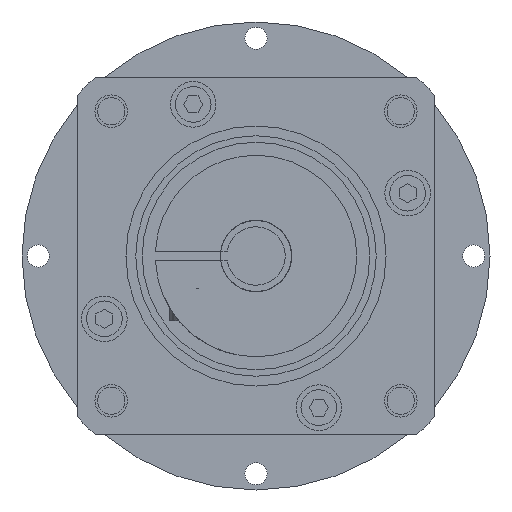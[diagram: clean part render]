
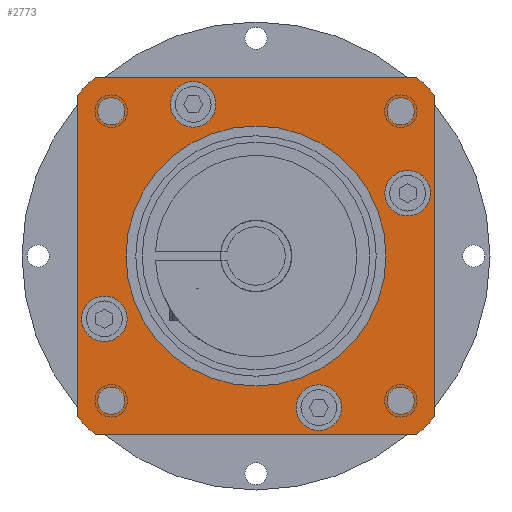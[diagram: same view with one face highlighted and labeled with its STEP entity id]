
A CAD part, left-side view. The second image highlights one B-rep face of the part: STEP entity #2773.
In plain terms, the highlighted planar face has unit normal (-1, 0, 0).
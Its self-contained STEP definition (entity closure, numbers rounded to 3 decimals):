
#87=CARTESIAN_POINT('',(0.,0.,0.));
#88=DIRECTION('',(-1.,0.,0.));
#89=DIRECTION('',(0.,-0.669,-0.743));
#90=AXIS2_PLACEMENT_3D('',#87,#88,#89);
#92=DIRECTION('',(0.,-1.,0.));
#93=VECTOR('',#92,49.508);
#94=CARTESIAN_POINT('',(0.,24.754,-27.5));
#95=LINE('',#94,#93);
#96=CARTESIAN_POINT('',(0.,0.,0.));
#97=DIRECTION('',(-1.,0.,0.));
#98=DIRECTION('',(0.,0.743,-0.669));
#99=AXIS2_PLACEMENT_3D('',#96,#97,#98);
#101=DIRECTION('',(0.,0.,-1.));
#102=VECTOR('',#101,49.508);
#103=CARTESIAN_POINT('',(0.,27.5,24.754));
#104=LINE('',#103,#102);
#105=CARTESIAN_POINT('',(0.,0.,0.));
#106=DIRECTION('',(-1.,0.,0.));
#107=DIRECTION('',(0.,0.669,0.743));
#108=AXIS2_PLACEMENT_3D('',#105,#106,#107);
#110=DIRECTION('',(0.,1.,0.));
#111=VECTOR('',#110,49.508);
#112=CARTESIAN_POINT('',(0.,-24.754,27.5));
#113=LINE('',#112,#111);
#114=CARTESIAN_POINT('',(0.,0.,0.));
#115=DIRECTION('',(-1.,0.,0.));
#116=DIRECTION('',(0.,-0.743,0.669));
#117=AXIS2_PLACEMENT_3D('',#114,#115,#116);
#119=DIRECTION('',(0.,0.,1.));
#120=VECTOR('',#119,49.508);
#121=CARTESIAN_POINT('',(0.,-27.5,-24.754));
#122=LINE('',#121,#120);
#123=CARTESIAN_POINT('',(0.,0.,0.));
#124=DIRECTION('',(-1.,0.,0.));
#125=DIRECTION('',(0.,0.,-1.));
#126=AXIS2_PLACEMENT_3D('',#123,#124,#125);
#128=CARTESIAN_POINT('',(0.,0.,0.));
#129=DIRECTION('',(-1.,0.,0.));
#130=DIRECTION('',(0.,0.,1.));
#131=AXIS2_PLACEMENT_3D('',#128,#129,#130);
#133=CARTESIAN_POINT('',(0.,-22.274,-22.274));
#134=DIRECTION('',(1.,0.,0.));
#135=DIRECTION('',(0.,1.,0.));
#136=AXIS2_PLACEMENT_3D('',#133,#134,#135);
#138=CARTESIAN_POINT('',(0.,-22.274,-22.274));
#139=DIRECTION('',(1.,0.,0.));
#140=DIRECTION('',(0.,-1.,0.));
#141=AXIS2_PLACEMENT_3D('',#138,#139,#140);
#143=CARTESIAN_POINT('',(0.,22.274,-22.274));
#144=DIRECTION('',(1.,0.,0.));
#145=DIRECTION('',(0.,0.,1.));
#146=AXIS2_PLACEMENT_3D('',#143,#144,#145);
#148=CARTESIAN_POINT('',(0.,22.274,-22.274));
#149=DIRECTION('',(1.,0.,0.));
#150=DIRECTION('',(0.,0.,-1.));
#151=AXIS2_PLACEMENT_3D('',#148,#149,#150);
#153=CARTESIAN_POINT('',(0.,22.274,22.274));
#154=DIRECTION('',(1.,0.,0.));
#155=DIRECTION('',(0.,-1.,0.));
#156=AXIS2_PLACEMENT_3D('',#153,#154,#155);
#158=CARTESIAN_POINT('',(0.,22.274,22.274));
#159=DIRECTION('',(1.,0.,0.));
#160=DIRECTION('',(0.,1.,0.));
#161=AXIS2_PLACEMENT_3D('',#158,#159,#160);
#163=CARTESIAN_POINT('',(0.,-22.274,22.274));
#164=DIRECTION('',(1.,0.,0.));
#165=DIRECTION('',(0.,0.,-1.));
#166=AXIS2_PLACEMENT_3D('',#163,#164,#165);
#168=CARTESIAN_POINT('',(0.,-22.274,22.274));
#169=DIRECTION('',(1.,0.,0.));
#170=DIRECTION('',(0.,0.,1.));
#171=AXIS2_PLACEMENT_3D('',#168,#169,#170);
#173=CARTESIAN_POINT('',(0.,-9.663,-23.328));
#174=DIRECTION('',(1.,0.,0.));
#175=DIRECTION('',(0.,1.,0.));
#176=AXIS2_PLACEMENT_3D('',#173,#174,#175);
#178=CARTESIAN_POINT('',(0.,-9.663,-23.328));
#179=DIRECTION('',(1.,0.,0.));
#180=DIRECTION('',(0.,-1.,0.));
#181=AXIS2_PLACEMENT_3D('',#178,#179,#180);
#183=CARTESIAN_POINT('',(0.,23.328,-9.663));
#184=DIRECTION('',(1.,0.,0.));
#185=DIRECTION('',(0.,0.,1.));
#186=AXIS2_PLACEMENT_3D('',#183,#184,#185);
#188=CARTESIAN_POINT('',(0.,23.328,-9.663));
#189=DIRECTION('',(1.,0.,0.));
#190=DIRECTION('',(0.,0.,-1.));
#191=AXIS2_PLACEMENT_3D('',#188,#189,#190);
#193=CARTESIAN_POINT('',(0.,9.663,23.328));
#194=DIRECTION('',(1.,0.,0.));
#195=DIRECTION('',(0.,-1.,0.));
#196=AXIS2_PLACEMENT_3D('',#193,#194,#195);
#198=CARTESIAN_POINT('',(0.,9.663,23.328));
#199=DIRECTION('',(1.,0.,0.));
#200=DIRECTION('',(0.,1.,0.));
#201=AXIS2_PLACEMENT_3D('',#198,#199,#200);
#203=CARTESIAN_POINT('',(0.,-23.328,9.663));
#204=DIRECTION('',(1.,0.,0.));
#205=DIRECTION('',(0.,0.,-1.));
#206=AXIS2_PLACEMENT_3D('',#203,#204,#205);
#208=CARTESIAN_POINT('',(0.,-23.328,9.663));
#209=DIRECTION('',(1.,0.,0.));
#210=DIRECTION('',(0.,0.,1.));
#211=AXIS2_PLACEMENT_3D('',#208,#209,#210);
#2320=CARTESIAN_POINT('',(0.,-24.754,-27.5));
#2321=CARTESIAN_POINT('',(0.,-27.5,-24.754));
#2322=VERTEX_POINT('',#2320);
#2323=VERTEX_POINT('',#2321);
#2324=CARTESIAN_POINT('',(0.,-27.5,24.754));
#2325=VERTEX_POINT('',#2324);
#2326=CARTESIAN_POINT('',(0.,-24.754,27.5));
#2327=VERTEX_POINT('',#2326);
#2328=CARTESIAN_POINT('',(0.,24.754,27.5));
#2329=VERTEX_POINT('',#2328);
#2330=CARTESIAN_POINT('',(0.,27.5,24.754));
#2331=VERTEX_POINT('',#2330);
#2332=CARTESIAN_POINT('',(0.,27.5,-24.754));
#2333=VERTEX_POINT('',#2332);
#2334=CARTESIAN_POINT('',(0.,24.754,-27.5));
#2335=VERTEX_POINT('',#2334);
#2386=CARTESIAN_POINT('',(0.,0.,-20.));
#2387=CARTESIAN_POINT('',(0.,0.,20.));
#2388=VERTEX_POINT('',#2386);
#2389=VERTEX_POINT('',#2387);
#2406=CARTESIAN_POINT('',(0.,-20.174,-22.274));
#2407=CARTESIAN_POINT('',(0.,-24.374,-22.274));
#2408=VERTEX_POINT('',#2406);
#2409=VERTEX_POINT('',#2407);
#2414=CARTESIAN_POINT('',(0.,22.274,-20.174));
#2415=CARTESIAN_POINT('',(0.,22.274,-24.374));
#2416=VERTEX_POINT('',#2414);
#2417=VERTEX_POINT('',#2415);
#2422=CARTESIAN_POINT('',(0.,20.174,22.274));
#2423=CARTESIAN_POINT('',(0.,24.374,22.274));
#2424=VERTEX_POINT('',#2422);
#2425=VERTEX_POINT('',#2423);
#2430=CARTESIAN_POINT('',(0.,-22.274,20.174));
#2431=CARTESIAN_POINT('',(0.,-22.274,24.374));
#2432=VERTEX_POINT('',#2430);
#2433=VERTEX_POINT('',#2431);
#2438=CARTESIAN_POINT('',(0.,-6.163,-23.328));
#2439=CARTESIAN_POINT('',(0.,-13.163,-23.328));
#2440=VERTEX_POINT('',#2438);
#2441=VERTEX_POINT('',#2439);
#2478=CARTESIAN_POINT('',(0.,23.328,-6.163));
#2479=CARTESIAN_POINT('',(0.,23.328,-13.163));
#2480=VERTEX_POINT('',#2478);
#2481=VERTEX_POINT('',#2479);
#2518=CARTESIAN_POINT('',(0.,6.163,23.328));
#2519=CARTESIAN_POINT('',(0.,13.163,23.328));
#2520=VERTEX_POINT('',#2518);
#2521=VERTEX_POINT('',#2519);
#2558=CARTESIAN_POINT('',(0.,-23.328,6.163));
#2559=CARTESIAN_POINT('',(0.,-23.328,13.163));
#2560=VERTEX_POINT('',#2558);
#2561=VERTEX_POINT('',#2559);
#2697=CARTESIAN_POINT('',(0.,0.,0.));
#2698=DIRECTION('',(-1.,0.,0.));
#2699=DIRECTION('',(0.,1.,0.));
#2700=AXIS2_PLACEMENT_3D('',#2697,#2698,#2699);
#2701=PLANE('',#2700);
#2703=ORIENTED_EDGE('',*,*,#2702,.F.);
#2705=ORIENTED_EDGE('',*,*,#2704,.F.);
#2707=ORIENTED_EDGE('',*,*,#2706,.F.);
#2709=ORIENTED_EDGE('',*,*,#2708,.F.);
#2711=ORIENTED_EDGE('',*,*,#2710,.F.);
#2713=ORIENTED_EDGE('',*,*,#2712,.F.);
#2715=ORIENTED_EDGE('',*,*,#2714,.F.);
#2717=ORIENTED_EDGE('',*,*,#2716,.F.);
#2718=EDGE_LOOP('',(#2703,#2705,#2707,#2709,#2711,#2713,#2715,#2717));
#2719=FACE_OUTER_BOUND('',#2718,.F.);
#2721=ORIENTED_EDGE('',*,*,#2720,.T.);
#2723=ORIENTED_EDGE('',*,*,#2722,.T.);
#2724=EDGE_LOOP('',(#2721,#2723));
#2725=FACE_BOUND('',#2724,.F.);
#2727=ORIENTED_EDGE('',*,*,#2726,.F.);
#2729=ORIENTED_EDGE('',*,*,#2728,.F.);
#2730=EDGE_LOOP('',(#2727,#2729));
#2731=FACE_BOUND('',#2730,.F.);
#2733=ORIENTED_EDGE('',*,*,#2732,.F.);
#2735=ORIENTED_EDGE('',*,*,#2734,.F.);
#2736=EDGE_LOOP('',(#2733,#2735));
#2737=FACE_BOUND('',#2736,.F.);
#2739=ORIENTED_EDGE('',*,*,#2738,.F.);
#2741=ORIENTED_EDGE('',*,*,#2740,.F.);
#2742=EDGE_LOOP('',(#2739,#2741));
#2743=FACE_BOUND('',#2742,.F.);
#2745=ORIENTED_EDGE('',*,*,#2744,.F.);
#2746=ORIENTED_EDGE('',*,*,#2679,.F.);
#2747=EDGE_LOOP('',(#2745,#2746));
#2748=FACE_BOUND('',#2747,.F.);
#2750=ORIENTED_EDGE('',*,*,#2749,.F.);
#2752=ORIENTED_EDGE('',*,*,#2751,.F.);
#2753=EDGE_LOOP('',(#2750,#2752));
#2754=FACE_BOUND('',#2753,.F.);
#2756=ORIENTED_EDGE('',*,*,#2755,.F.);
#2758=ORIENTED_EDGE('',*,*,#2757,.F.);
#2759=EDGE_LOOP('',(#2756,#2758));
#2760=FACE_BOUND('',#2759,.F.);
#2762=ORIENTED_EDGE('',*,*,#2761,.F.);
#2764=ORIENTED_EDGE('',*,*,#2763,.F.);
#2765=EDGE_LOOP('',(#2762,#2764));
#2766=FACE_BOUND('',#2765,.F.);
#2768=ORIENTED_EDGE('',*,*,#2767,.F.);
#2770=ORIENTED_EDGE('',*,*,#2769,.F.);
#2771=EDGE_LOOP('',(#2768,#2770));
#2772=FACE_BOUND('',#2771,.F.);
#91=CIRCLE('',#90,37.);
#100=CIRCLE('',#99,37.);
#109=CIRCLE('',#108,37.);
#118=CIRCLE('',#117,37.);
#127=CIRCLE('',#126,20.);
#132=CIRCLE('',#131,20.);
#137=CIRCLE('',#136,2.1);
#142=CIRCLE('',#141,2.1);
#147=CIRCLE('',#146,2.1);
#152=CIRCLE('',#151,2.1);
#157=CIRCLE('',#156,2.1);
#162=CIRCLE('',#161,2.1);
#167=CIRCLE('',#166,2.1);
#172=CIRCLE('',#171,2.1);
#177=CIRCLE('',#176,3.5);
#182=CIRCLE('',#181,3.5);
#187=CIRCLE('',#186,3.5);
#192=CIRCLE('',#191,3.5);
#197=CIRCLE('',#196,3.5);
#202=CIRCLE('',#201,3.5);
#207=CIRCLE('',#206,3.5);
#212=CIRCLE('',#211,3.5);
#2679=EDGE_CURVE('',#2433,#2432,#172,.T.);
#2702=EDGE_CURVE('',#2322,#2323,#91,.T.);
#2704=EDGE_CURVE('',#2335,#2322,#95,.T.);
#2706=EDGE_CURVE('',#2333,#2335,#100,.T.);
#2708=EDGE_CURVE('',#2331,#2333,#104,.T.);
#2710=EDGE_CURVE('',#2329,#2331,#109,.T.);
#2712=EDGE_CURVE('',#2327,#2329,#113,.T.);
#2714=EDGE_CURVE('',#2325,#2327,#118,.T.);
#2716=EDGE_CURVE('',#2323,#2325,#122,.T.);
#2720=EDGE_CURVE('',#2388,#2389,#127,.T.);
#2722=EDGE_CURVE('',#2389,#2388,#132,.T.);
#2726=EDGE_CURVE('',#2408,#2409,#137,.T.);
#2728=EDGE_CURVE('',#2409,#2408,#142,.T.);
#2732=EDGE_CURVE('',#2416,#2417,#147,.T.);
#2734=EDGE_CURVE('',#2417,#2416,#152,.T.);
#2738=EDGE_CURVE('',#2424,#2425,#157,.T.);
#2740=EDGE_CURVE('',#2425,#2424,#162,.T.);
#2744=EDGE_CURVE('',#2432,#2433,#167,.T.);
#2749=EDGE_CURVE('',#2440,#2441,#177,.T.);
#2751=EDGE_CURVE('',#2441,#2440,#182,.T.);
#2755=EDGE_CURVE('',#2480,#2481,#187,.T.);
#2757=EDGE_CURVE('',#2481,#2480,#192,.T.);
#2761=EDGE_CURVE('',#2520,#2521,#197,.T.);
#2763=EDGE_CURVE('',#2521,#2520,#202,.T.);
#2767=EDGE_CURVE('',#2560,#2561,#207,.T.);
#2769=EDGE_CURVE('',#2561,#2560,#212,.T.);
#2773=ADVANCED_FACE('',(#2719,#2725,#2731,#2737,#2743,#2748,#2754,#2760,#2766,
#2772),#2701,.T.);
